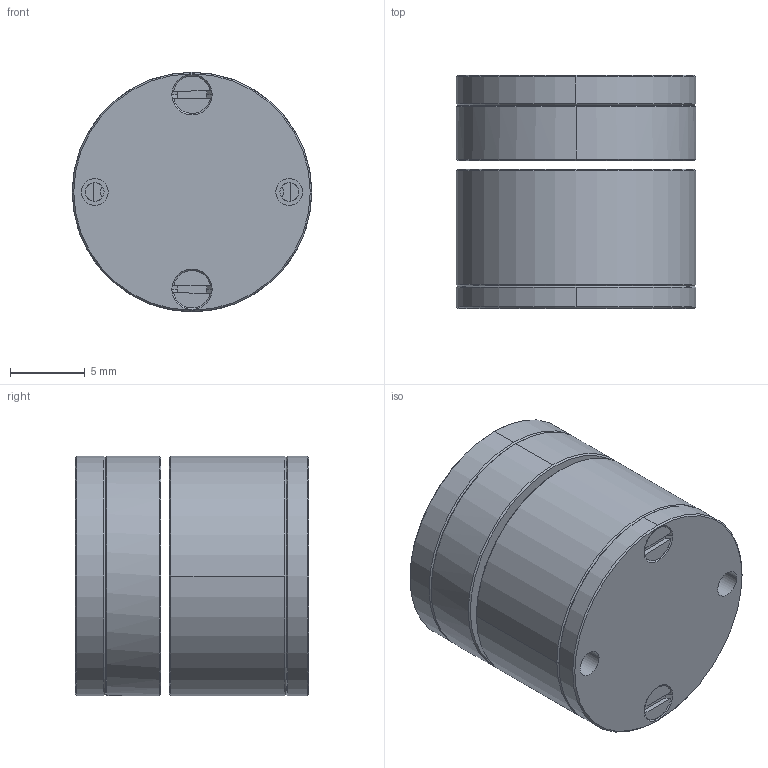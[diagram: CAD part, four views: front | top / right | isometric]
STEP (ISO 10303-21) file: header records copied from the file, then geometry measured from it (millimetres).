
FILE_DESCRIPTION (( 'STEP AP214' ), '1' );
FILE_NAME ('Rotator16_web - EndUser.STEP', '2021-09-17T05:20:27', ( '' ), ( '' ), 'SwSTEP 2.0', 'SolidWorks 2020', '' );
FILE_SCHEMA (( 'AUTOMOTIVE_DESIGN' ));
Length unit declared in the file: millimetre
Products named in the file (7): rotator^Rotator16_web - EndUser; base^Rotator16_web - EndUser; cover^Rotator16_web - EndUser; M1.6 麥芛^Rotator16_web - EndUser; M1.6 ƽͷ^Rotator16_web - EndUser; frame^Rotator16_web - EndUser; Rotator16_web - EndUser
Assembly tree (8 placements, depth 2):
  Rotator16_web - EndUser
    frame^Rotator16_web - EndUser
    base^Rotator16_web - EndUser
    M1.6 ƽͷ^Rotator16_web - EndUser  x2
    rotator^Rotator16_web - EndUser
    cover^Rotator16_web - EndUser
    M1.6 麥芛^Rotator16_web - EndUser  x2
Bounding box: 16 x 15.57 x 16 mm (x, y, z)
Volume: 1898.2 mm3; surface area: 2841.7 mm2
Topology: 8 solids, 8 shells, 173 faces, 449 edges, 291 vertices
Faces by surface type: cylinder 78, plane 70, cone 25
Entity records: 5235 total; most frequent: DIRECTION 879, CARTESIAN_POINT 847, ORIENTED_EDGE 790, EDGE_CURVE 395, AXIS2_PLACEMENT_3D 336, VERTEX_POINT 256, LINE 207, VECTOR 207
